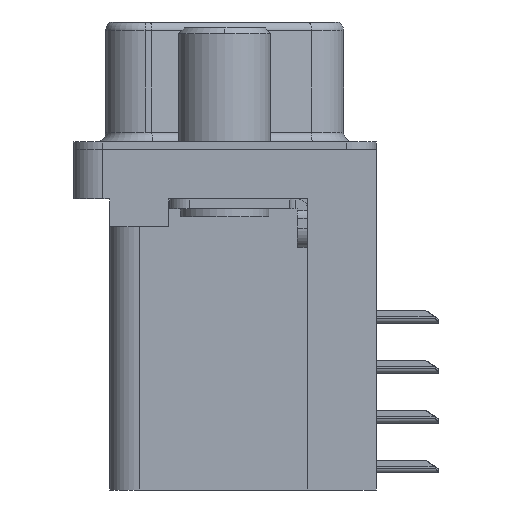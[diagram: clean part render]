
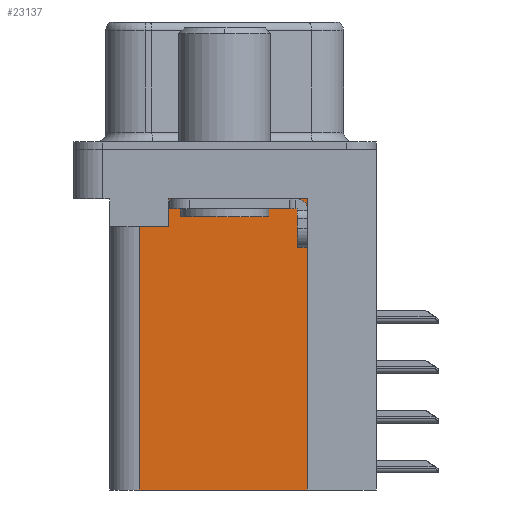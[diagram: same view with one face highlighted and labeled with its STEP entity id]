
A CAD part, left-side view. The second image highlights one B-rep face of the part: STEP entity #23137.
In plain terms, the highlighted planar face has unit normal (-1, 0, 0).
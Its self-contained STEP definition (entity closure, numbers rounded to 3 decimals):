
#1775 = DIRECTION ( 'NONE',  ( 0., 0., 1. ) ) ;
#1898 = LINE ( 'NONE', #35084, #20002 ) ;
#2535 = DIRECTION ( 'NONE',  ( 0., 1., 0. ) ) ;
#3210 = ORIENTED_EDGE ( 'NONE', *, *, #37904, .T. ) ;
#3362 = LINE ( 'NONE', #40017, #27852 ) ;
#4068 = CARTESIAN_POINT ( 'NONE',  ( 3.75, 2.85, -3.9 ) ) ;
#4208 = LINE ( 'NONE', #14405, #28693 ) ;
#4981 = CARTESIAN_POINT ( 'NONE',  ( 3.75, 0., -3.9 ) ) ;
#5308 = ORIENTED_EDGE ( 'NONE', *, *, #32281, .T. ) ;
#5570 = EDGE_LOOP ( 'NONE', ( #36291, #8809, #3210, #5708, #20303, #5308 ) ) ;
#5708 = ORIENTED_EDGE ( 'NONE', *, *, #12469, .F. ) ;
#6339 = CARTESIAN_POINT ( 'NONE',  ( 3.75, -4.2, -17.3 ) ) ;
#6449 = DIRECTION ( 'NONE',  ( 0., 0., -1. ) ) ;
#7524 = VERTEX_POINT ( 'NONE', #39896 ) ;
#7672 = FACE_OUTER_BOUND ( 'NONE', #5570, .T. ) ;
#7852 = CARTESIAN_POINT ( 'NONE',  ( 3.75, -4.2, -17.3 ) ) ;
#8809 = ORIENTED_EDGE ( 'NONE', *, *, #16013, .T. ) ;
#9669 = DIRECTION ( 'NONE',  ( 0., 1., 0. ) ) ;
#9805 = VECTOR ( 'NONE', #9669, 1000. ) ;
#11101 = VERTEX_POINT ( 'NONE', #4068 ) ;
#12469 = EDGE_CURVE ( 'NONE', #7524, #28144, #4208, .T. ) ;
#14405 = CARTESIAN_POINT ( 'NONE',  ( 3.75, 4.35, -17.3 ) ) ;
#14699 = VECTOR ( 'NONE', #23229, 1000. ) ;
#16013 = EDGE_CURVE ( 'NONE', #39055, #11101, #1898, .T. ) ;
#16788 = CARTESIAN_POINT ( 'NONE',  ( 3.75, -4.2, -2.5 ) ) ;
#17099 = CARTESIAN_POINT ( 'NONE',  ( 3.75, 4.35, -3.9 ) ) ;
#17473 = DIRECTION ( 'NONE',  ( 0., 0., 1. ) ) ;
#17490 = VERTEX_POINT ( 'NONE', #16788 ) ;
#17890 = LINE ( 'NONE', #4981, #26192 ) ;
#20002 = VECTOR ( 'NONE', #6449, 1000. ) ;
#20049 = CARTESIAN_POINT ( 'NONE',  ( 3.75, -4.2, -2.5 ) ) ;
#20303 = ORIENTED_EDGE ( 'NONE', *, *, #38663, .F. ) ;
#20937 = AXIS2_PLACEMENT_3D ( 'NONE', #40779, #21766, #2535 ) ;
#20963 = DIRECTION ( 'NONE',  ( 0., 1., 0. ) ) ;
#21766 = DIRECTION ( 'NONE',  ( 1., 0., 0. ) ) ;
#23137 = ADVANCED_FACE ( 'NONE', ( #7672 ), #34344, .F. ) ;
#23229 = DIRECTION ( 'NONE',  ( 0., 1., 0. ) ) ;
#26192 = VECTOR ( 'NONE', #20963, 1000. ) ;
#27852 = VECTOR ( 'NONE', #1775, 1000. ) ;
#28144 = VERTEX_POINT ( 'NONE', #17099 ) ;
#28693 = VECTOR ( 'NONE', #17473, 1000. ) ;
#30769 = EDGE_CURVE ( 'NONE', #17490, #39055, #33393, .T. ) ;
#32281 = EDGE_CURVE ( 'NONE', #35543, #17490, #3362, .T. ) ;
#33393 = LINE ( 'NONE', #20049, #14699 ) ;
#34344 = PLANE ( 'NONE',  #20937 ) ;
#35031 = LINE ( 'NONE', #6339, #9805 ) ;
#35084 = CARTESIAN_POINT ( 'NONE',  ( 3.75, 2.85, -3.9 ) ) ;
#35543 = VERTEX_POINT ( 'NONE', #7852 ) ;
#36291 = ORIENTED_EDGE ( 'NONE', *, *, #30769, .T. ) ;
#37904 = EDGE_CURVE ( 'NONE', #11101, #28144, #17890, .T. ) ;
#38239 = CARTESIAN_POINT ( 'NONE',  ( 3.75, 2.85, -2.5 ) ) ;
#38663 = EDGE_CURVE ( 'NONE', #35543, #7524, #35031, .T. ) ;
#39055 = VERTEX_POINT ( 'NONE', #38239 ) ;
#39896 = CARTESIAN_POINT ( 'NONE',  ( 3.75, 4.35, -17.3 ) ) ;
#40017 = CARTESIAN_POINT ( 'NONE',  ( 3.75, -4.2, -17.3 ) ) ;
#40779 = CARTESIAN_POINT ( 'NONE',  ( 3.75, -4.2, -17.3 ) ) ;
